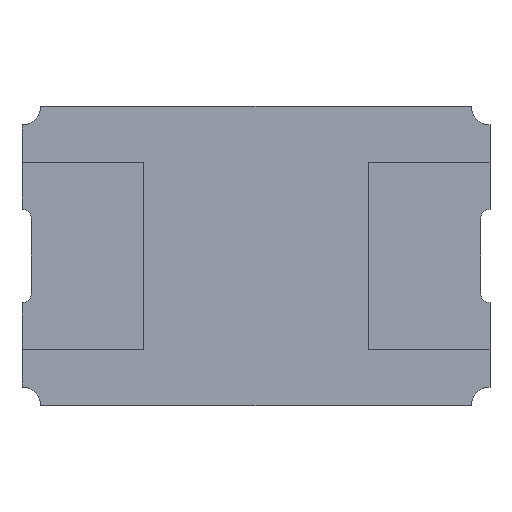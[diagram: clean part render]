
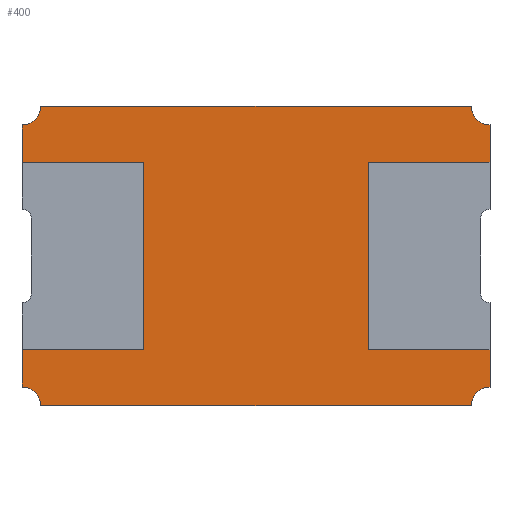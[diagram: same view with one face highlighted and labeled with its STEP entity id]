
A CAD part, front view. The second image highlights one B-rep face of the part: STEP entity #400.
In plain terms, the highlighted planar face has unit normal (0, -1, 0).
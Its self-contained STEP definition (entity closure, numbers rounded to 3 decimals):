
#4 = EDGE_CURVE ( 'NONE', #602, #391, #695, .T. ) ;
#5 = VECTOR ( 'NONE', #34, 1000. ) ;
#8 = VERTEX_POINT ( 'NONE', #716 ) ;
#14 = VERTEX_POINT ( 'NONE', #177 ) ;
#19 = CARTESIAN_POINT ( 'NONE',  ( -2.5, 0., -1. ) ) ;
#21 = DIRECTION ( 'NONE',  ( 0., 0., -1. ) ) ;
#27 = LINE ( 'NONE', #556, #1217 ) ;
#29 = EDGE_CURVE ( 'NONE', #1111, #124, #27, .T. ) ;
#34 = DIRECTION ( 'NONE',  ( -1., 0., 0. ) ) ;
#70 = CARTESIAN_POINT ( 'NONE',  ( 2.5, 0., -1.6 ) ) ;
#82 = VECTOR ( 'NONE', #1727, 1000. ) ;
#94 = CARTESIAN_POINT ( 'NONE',  ( -2.5, 0., 1. ) ) ;
#99 = CARTESIAN_POINT ( 'NONE',  ( -1.2, 0., -1. ) ) ;
#109 = LINE ( 'NONE', #377, #1029 ) ;
#114 = LINE ( 'NONE', #372, #1680 ) ;
#124 = VERTEX_POINT ( 'NONE', #287 ) ;
#141 = CARTESIAN_POINT ( 'NONE',  ( -2.3, 0., 1.6 ) ) ;
#177 = CARTESIAN_POINT ( 'NONE',  ( 2.3, 0., 1.6 ) ) ;
#236 = DIRECTION ( 'NONE',  ( 0., 0., 1. ) ) ;
#258 = VERTEX_POINT ( 'NONE', #94 ) ;
#263 = LINE ( 'NONE', #1166, #82 ) ;
#267 = VECTOR ( 'NONE', #1262, 1000. ) ;
#270 = CARTESIAN_POINT ( 'NONE',  ( -2.5, 0., 1.4 ) ) ;
#279 = CARTESIAN_POINT ( 'NONE',  ( 2.5, 0., 1.6 ) ) ;
#284 = EDGE_CURVE ( 'NONE', #297, #325, #109, .T. ) ;
#287 = CARTESIAN_POINT ( 'NONE',  ( 2.5, 0., -1. ) ) ;
#290 = DIRECTION ( 'NONE',  ( 0., 0., -1. ) ) ;
#292 = VERTEX_POINT ( 'NONE', #521 ) ;
#297 = VERTEX_POINT ( 'NONE', #1482 ) ;
#301 = PLANE ( 'NONE',  #838 ) ;
#304 = CARTESIAN_POINT ( 'NONE',  ( -3.6, 0., 1. ) ) ;
#309 = DIRECTION ( 'NONE',  ( 0., 0., 1. ) ) ;
#318 = EDGE_CURVE ( 'NONE', #124, #292, #263, .T. ) ;
#319 = EDGE_CURVE ( 'NONE', #635, #325, #978, .T. ) ;
#322 = EDGE_CURVE ( 'NONE', #1201, #14, #669, .T. ) ;
#325 = VERTEX_POINT ( 'NONE', #1626 ) ;
#363 = EDGE_CURVE ( 'NONE', #391, #1111, #1497, .T. ) ;
#372 = CARTESIAN_POINT ( 'NONE',  ( -3.6, 0., -1. ) ) ;
#377 = CARTESIAN_POINT ( 'NONE',  ( 2.5, 0., -1.6 ) ) ;
#389 = DIRECTION ( 'NONE',  ( 1., 0., 0. ) ) ;
#391 = VERTEX_POINT ( 'NONE', #686 ) ;
#400 = ADVANCED_FACE ( 'NONE', ( #805 ), #301, .F. ) ;
#430 = CIRCLE ( 'NONE', #1041, 0.2 ) ;
#431 = ORIENTED_EDGE ( 'NONE', *, *, #1579, .F. ) ;
#447 = EDGE_CURVE ( 'NONE', #635, #1756, #828, .T. ) ;
#453 = EDGE_CURVE ( 'NONE', #573, #792, #430, .T. ) ;
#483 = CARTESIAN_POINT ( 'NONE',  ( -1.2, 0., 1. ) ) ;
#491 = DIRECTION ( 'NONE',  ( 1., 0., 0. ) ) ;
#500 = CARTESIAN_POINT ( 'NONE',  ( -2.5, 0., -1.6 ) ) ;
#511 = CARTESIAN_POINT ( 'NONE',  ( 2.5, 0., 1. ) ) ;
#521 = CARTESIAN_POINT ( 'NONE',  ( 2.5, 0., -1.4 ) ) ;
#545 = CARTESIAN_POINT ( 'NONE',  ( 2.5, 0., 1.4 ) ) ;
#555 = CARTESIAN_POINT ( 'NONE',  ( -2.5, 0., 1.6 ) ) ;
#556 = CARTESIAN_POINT ( 'NONE',  ( 3.6, 0., -1. ) ) ;
#570 = DIRECTION ( 'NONE',  ( 0., 0., 1. ) ) ;
#573 = VERTEX_POINT ( 'NONE', #270 ) ;
#601 = ORIENTED_EDGE ( 'NONE', *, *, #447, .F. ) ;
#602 = VERTEX_POINT ( 'NONE', #511 ) ;
#635 = VERTEX_POINT ( 'NONE', #765 ) ;
#647 = CARTESIAN_POINT ( 'NONE',  ( 2.5, 0., 1.6 ) ) ;
#664 = CARTESIAN_POINT ( 'NONE',  ( 1.2, 0., -1. ) ) ;
#669 = CIRCLE ( 'NONE', #1117, 0.2 ) ;
#670 = VECTOR ( 'NONE', #1085, 1000. ) ;
#677 = CARTESIAN_POINT ( 'NONE',  ( 1.2, 0., -1. ) ) ;
#686 = CARTESIAN_POINT ( 'NONE',  ( 1.2, 0., 1. ) ) ;
#695 = LINE ( 'NONE', #1238, #5 ) ;
#716 = CARTESIAN_POINT ( 'NONE',  ( -1.2, 0., -1. ) ) ;
#755 = EDGE_LOOP ( 'NONE', ( #431, #1576, #601, #1464, #1425, #1275, #1693, #1064, #831, #1052, #1236, #879, #1001, #1521, #1587, #1580 ) ) ;
#765 = CARTESIAN_POINT ( 'NONE',  ( -2.5, 0., -1.4 ) ) ;
#778 = EDGE_CURVE ( 'NONE', #1201, #602, #1068, .T. ) ;
#792 = VERTEX_POINT ( 'NONE', #141 ) ;
#805 = FACE_OUTER_BOUND ( 'NONE', #755, .T. ) ;
#810 = EDGE_CURVE ( 'NONE', #792, #14, #1721, .T. ) ;
#828 = LINE ( 'NONE', #555, #1740 ) ;
#831 = ORIENTED_EDGE ( 'NONE', *, *, #363, .F. ) ;
#838 = AXIS2_PLACEMENT_3D ( 'NONE', #1114, #1225, #309 ) ;
#857 = EDGE_CURVE ( 'NONE', #1756, #8, #114, .T. ) ;
#879 = ORIENTED_EDGE ( 'NONE', *, *, #322, .T. ) ;
#908 = LINE ( 'NONE', #99, #1125 ) ;
#931 = EDGE_CURVE ( 'NONE', #1660, #258, #1384, .T. ) ;
#940 = EDGE_CURVE ( 'NONE', #297, #292, #1256, .T. ) ;
#975 = DIRECTION ( 'NONE',  ( 0., 0., 1. ) ) ;
#978 = CIRCLE ( 'NONE', #1056, 0.2 ) ;
#999 = DIRECTION ( 'NONE',  ( 0., 0., -1. ) ) ;
#1001 = ORIENTED_EDGE ( 'NONE', *, *, #810, .F. ) ;
#1029 = VECTOR ( 'NONE', #1331, 1000. ) ;
#1031 = DIRECTION ( 'NONE',  ( 0., 1., 0. ) ) ;
#1041 = AXIS2_PLACEMENT_3D ( 'NONE', #1364, #1107, #975 ) ;
#1042 = DIRECTION ( 'NONE',  ( 0., 1., 0. ) ) ;
#1052 = ORIENTED_EDGE ( 'NONE', *, *, #4, .F. ) ;
#1056 = AXIS2_PLACEMENT_3D ( 'NONE', #500, #1031, #1593 ) ;
#1064 = ORIENTED_EDGE ( 'NONE', *, *, #29, .F. ) ;
#1068 = LINE ( 'NONE', #1206, #1567 ) ;
#1085 = DIRECTION ( 'NONE',  ( 0., 0., 1. ) ) ;
#1107 = DIRECTION ( 'NONE',  ( 0., -1., 0. ) ) ;
#1111 = VERTEX_POINT ( 'NONE', #664 ) ;
#1114 = CARTESIAN_POINT ( 'NONE',  ( 0., 0., 0. ) ) ;
#1117 = AXIS2_PLACEMENT_3D ( 'NONE', #647, #1042, #1603 ) ;
#1125 = VECTOR ( 'NONE', #236, 1000. ) ;
#1137 = DIRECTION ( 'NONE',  ( 0., 1., 0. ) ) ;
#1166 = CARTESIAN_POINT ( 'NONE',  ( 2.5, 0., 1.6 ) ) ;
#1198 = LINE ( 'NONE', #1489, #670 ) ;
#1201 = VERTEX_POINT ( 'NONE', #545 ) ;
#1206 = CARTESIAN_POINT ( 'NONE',  ( 2.5, 0., 1.6 ) ) ;
#1212 = VECTOR ( 'NONE', #491, 1000. ) ;
#1217 = VECTOR ( 'NONE', #1664, 1000. ) ;
#1225 = DIRECTION ( 'NONE',  ( 0., 1., 0. ) ) ;
#1236 = ORIENTED_EDGE ( 'NONE', *, *, #778, .F. ) ;
#1238 = CARTESIAN_POINT ( 'NONE',  ( 3.6, 0., 1. ) ) ;
#1256 = CIRCLE ( 'NONE', #1574, 0.2 ) ;
#1262 = DIRECTION ( 'NONE',  ( -1., 0., 0. ) ) ;
#1275 = ORIENTED_EDGE ( 'NONE', *, *, #940, .T. ) ;
#1331 = DIRECTION ( 'NONE',  ( -1., 0., 0. ) ) ;
#1332 = EDGE_CURVE ( 'NONE', #258, #573, #1198, .T. ) ;
#1364 = CARTESIAN_POINT ( 'NONE',  ( -2.5, 0., 1.6 ) ) ;
#1384 = LINE ( 'NONE', #304, #267 ) ;
#1425 = ORIENTED_EDGE ( 'NONE', *, *, #284, .F. ) ;
#1464 = ORIENTED_EDGE ( 'NONE', *, *, #319, .T. ) ;
#1482 = CARTESIAN_POINT ( 'NONE',  ( 2.3, 0., -1.6 ) ) ;
#1489 = CARTESIAN_POINT ( 'NONE',  ( -2.5, 0., 1.6 ) ) ;
#1497 = LINE ( 'NONE', #677, #1675 ) ;
#1521 = ORIENTED_EDGE ( 'NONE', *, *, #453, .F. ) ;
#1567 = VECTOR ( 'NONE', #290, 1000. ) ;
#1574 = AXIS2_PLACEMENT_3D ( 'NONE', #70, #1137, #999 ) ;
#1576 = ORIENTED_EDGE ( 'NONE', *, *, #857, .F. ) ;
#1579 = EDGE_CURVE ( 'NONE', #8, #1660, #908, .T. ) ;
#1580 = ORIENTED_EDGE ( 'NONE', *, *, #931, .F. ) ;
#1587 = ORIENTED_EDGE ( 'NONE', *, *, #1332, .F. ) ;
#1593 = DIRECTION ( 'NONE',  ( 0., 0., 1. ) ) ;
#1603 = DIRECTION ( 'NONE',  ( 0., 0., 1. ) ) ;
#1626 = CARTESIAN_POINT ( 'NONE',  ( -2.3, 0., -1.6 ) ) ;
#1660 = VERTEX_POINT ( 'NONE', #483 ) ;
#1664 = DIRECTION ( 'NONE',  ( 1., 0., 0. ) ) ;
#1675 = VECTOR ( 'NONE', #21, 1000. ) ;
#1680 = VECTOR ( 'NONE', #389, 1000. ) ;
#1693 = ORIENTED_EDGE ( 'NONE', *, *, #318, .F. ) ;
#1721 = LINE ( 'NONE', #279, #1212 ) ;
#1727 = DIRECTION ( 'NONE',  ( 0., 0., -1. ) ) ;
#1740 = VECTOR ( 'NONE', #570, 1000. ) ;
#1756 = VERTEX_POINT ( 'NONE', #19 ) ;
